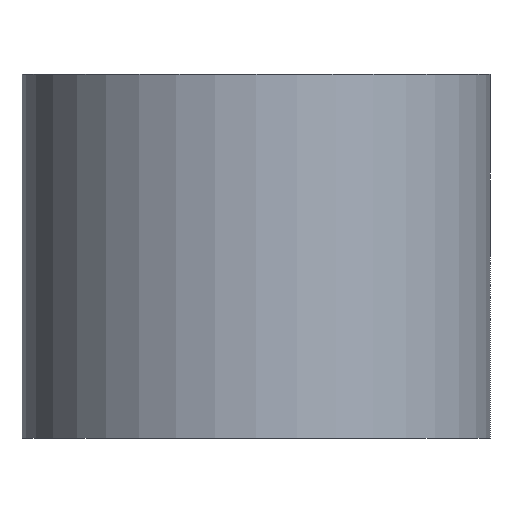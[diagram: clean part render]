
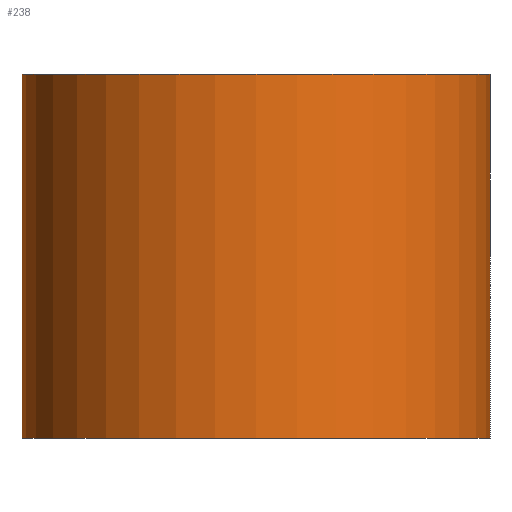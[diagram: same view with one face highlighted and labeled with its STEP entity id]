
A CAD part, left-side view. The second image highlights one B-rep face of the part: STEP entity #238.
In plain terms, the highlighted cylindrical face has radius 4.5 mm (diameter 9 mm), a partial arc.
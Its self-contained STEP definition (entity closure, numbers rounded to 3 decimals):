
#3 = AXIS2_PLACEMENT_3D ( 'NONE', #699, #698, #695 ) ;
#25 = AXIS2_PLACEMENT_3D ( 'NONE', #1067, #1068, #1069 ) ;
#30 = AXIS2_PLACEMENT_3D ( 'NONE', #598, #599, #600 ) ;
#45 = EDGE_CURVE ( 'NONE', #1012, #1044, #937, .T. ) ;
#50 = EDGE_CURVE ( 'NONE', #948, #1024, #929, .T. ) ;
#51 = EDGE_CURVE ( 'NONE', #1024, #1044, #963, .T. ) ;
#76 = EDGE_CURVE ( 'NONE', #948, #1012, #494, .T. ) ;
#160 = ORIENTED_EDGE ( 'NONE', *, *, #45, .T. ) ;
#218 = EDGE_LOOP ( 'NONE', ( #824, #766, #734, #160 ) ) ;
#238 = ADVANCED_FACE ( 'NONE', ( #894 ), #883, .T. ) ;
#360 = CARTESIAN_POINT ( 'NONE',  ( -2.6, 4., -7. ) ) ;
#430 = CARTESIAN_POINT ( 'NONE',  ( -2.6, -5., -7. ) ) ;
#494 = CIRCLE ( 'NONE', #25, 4.5 ) ;
#598 = CARTESIAN_POINT ( 'NONE',  ( -2.6, -0.5, 0. ) ) ;
#599 = DIRECTION ( 'NONE',  ( 0., 0., 1. ) ) ;
#600 = DIRECTION ( 'NONE',  ( 1., 0., 0. ) ) ;
#656 = CARTESIAN_POINT ( 'NONE',  ( -2.6, -5., -7. ) ) ;
#662 = CARTESIAN_POINT ( 'NONE',  ( -2.6, 4., 0. ) ) ;
#673 = CARTESIAN_POINT ( 'NONE',  ( -2.6, -5., 0. ) ) ;
#695 = DIRECTION ( 'NONE',  ( 1., 0., 0. ) ) ;
#698 = DIRECTION ( 'NONE',  ( 0., 0., 1. ) ) ;
#699 = CARTESIAN_POINT ( 'NONE',  ( -2.6, -0.5, -7. ) ) ;
#734 = ORIENTED_EDGE ( 'NONE', *, *, #76, .T. ) ;
#766 = ORIENTED_EDGE ( 'NONE', *, *, #50, .F. ) ;
#824 = ORIENTED_EDGE ( 'NONE', *, *, #51, .F. ) ;
#883 = CYLINDRICAL_SURFACE ( 'NONE', #3, 4.5 ) ;
#894 = FACE_OUTER_BOUND ( 'NONE', #218, .T. ) ;
#913 = VECTOR ( 'NONE', #1050, 1000. ) ;
#914 = VECTOR ( 'NONE', #1058, 1000. ) ;
#929 = LINE ( 'NONE', #1054, #914 ) ;
#937 = LINE ( 'NONE', #430, #913 ) ;
#948 = VERTEX_POINT ( 'NONE', #360 ) ;
#963 = CIRCLE ( 'NONE', #30, 4.5 ) ;
#1012 = VERTEX_POINT ( 'NONE', #656 ) ;
#1024 = VERTEX_POINT ( 'NONE', #662 ) ;
#1044 = VERTEX_POINT ( 'NONE', #673 ) ;
#1050 = DIRECTION ( 'NONE',  ( 0., 0., 1. ) ) ;
#1054 = CARTESIAN_POINT ( 'NONE',  ( -2.6, 4., -7. ) ) ;
#1058 = DIRECTION ( 'NONE',  ( 0., 0., 1. ) ) ;
#1067 = CARTESIAN_POINT ( 'NONE',  ( -2.6, -0.5, -7. ) ) ;
#1068 = DIRECTION ( 'NONE',  ( 0., 0., 1. ) ) ;
#1069 = DIRECTION ( 'NONE',  ( 1., 0., 0. ) ) ;
